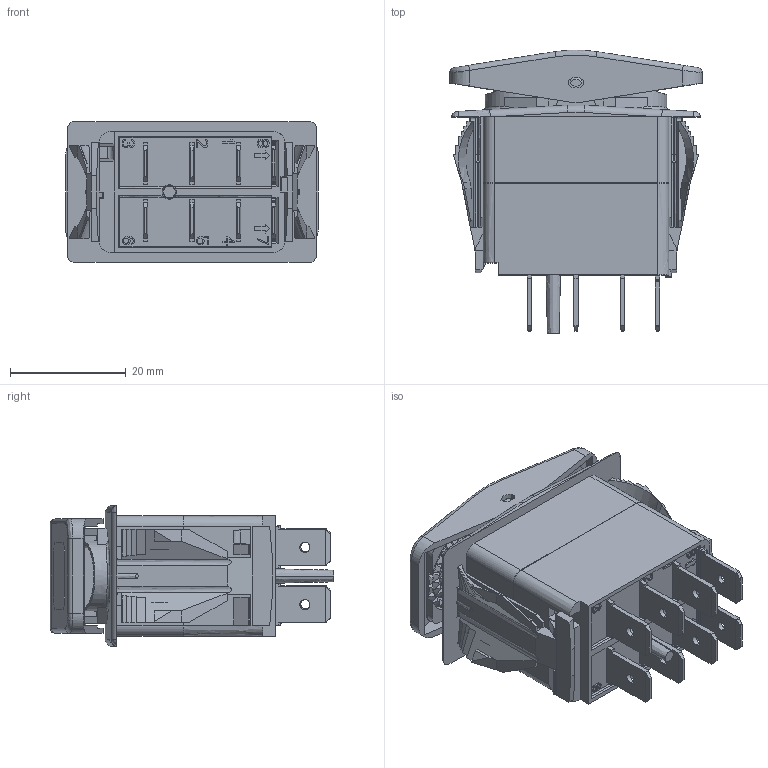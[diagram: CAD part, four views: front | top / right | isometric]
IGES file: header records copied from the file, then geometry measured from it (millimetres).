
Start section: PROPRIETARY NOTE: NOTICE TO ALL PERSONS RECEIVING THIS FILE. THIS FILE IS THE PROPERTY OF CARLINGSWITCH, INC. AND IS NOT TO BE DISCLOSED, REPRODUCED IN WHOLE OR IN PART OR USED FOR MANUFACTURING PURPOSES BY ANYONE WITHOUT THE CONSENT OF CARLING TECHNOLOGIES, INC.
Global section: file name: vjd1u66b-6rr00-000_sw0001.igs; native system: Pro/ENGINEER by Parametric Technology Corporation; preprocessor: 2010280; author: leads.cao; organization: Unknown; date: 20110927.112826; units: inch
Bounding box: 43.69 x 49.07 x 24.38 mm (x, y, z)
Volume: 12383.5 mm3; surface area: 17006.3 mm2
Topology: 1 solids, 1 shells, 2225 faces, 5878 edges, 3685 vertices
Faces by surface type: bspline 1755, revolution 470
